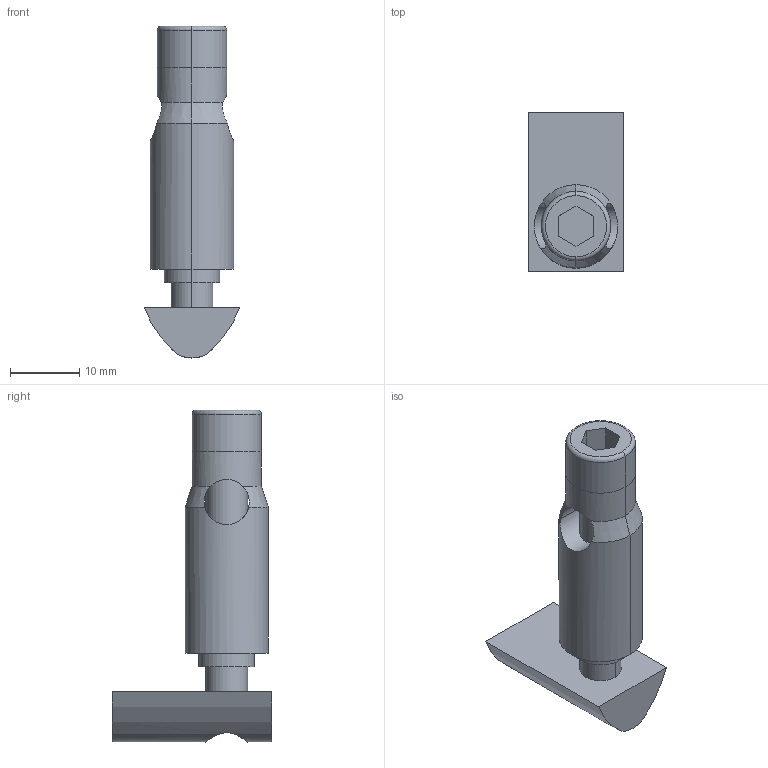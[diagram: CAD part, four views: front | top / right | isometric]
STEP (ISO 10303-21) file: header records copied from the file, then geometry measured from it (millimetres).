
FILE_DESCRIPTION(('no description'),'unknown implementation level');
FILE_NAME('item_0038808_Automatik_Verbindungssatz_8_1.stp',' ',('item Industrietechnik GmbH'),('CADClick - KiM GmbH - www.kimweb.de'),'unknown preprocess','ACIS','unknown authorization');
FILE_SCHEMA(('automotive_design'));
Length unit declared in the file: millimetre
Products named in the file (3): item_0038808_Automatik-Verbindungssatz 8_1; item_0038808_Automatik-Verbindungssatz 8; item_0038808_Automatik-Verbindungssatz 8_2
Bounding box: 13.8 x 23 x 47.8 mm (x, y, z)
Volume: 4902.3 mm3; surface area: 3988.6 mm2
Topology: 3 solids, 3 shells, 54 faces, 131 edges, 83 vertices
Faces by surface type: cylinder 24, plane 16, torus 8, cone 6
Entity records: 3668 total; most frequent: CARTESIAN_POINT 811, DIRECTION 278, STYLED_ITEM 271, PRESENTATION_STYLE_ASSIGNMENT 271, COLOUR_RGB 271, ORIENTED_EDGE 262, EDGE_CURVE 131, CURVE_STYLE 131
